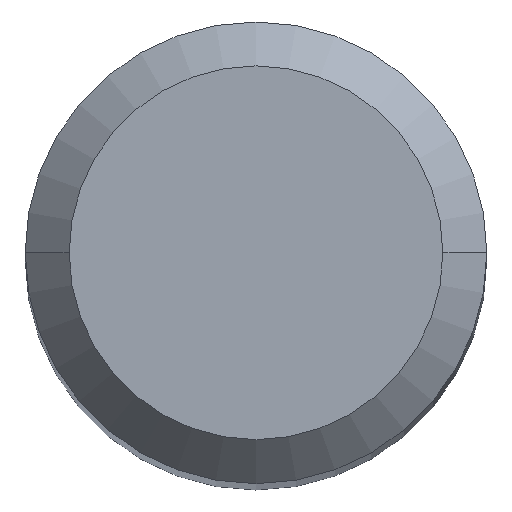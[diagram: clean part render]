
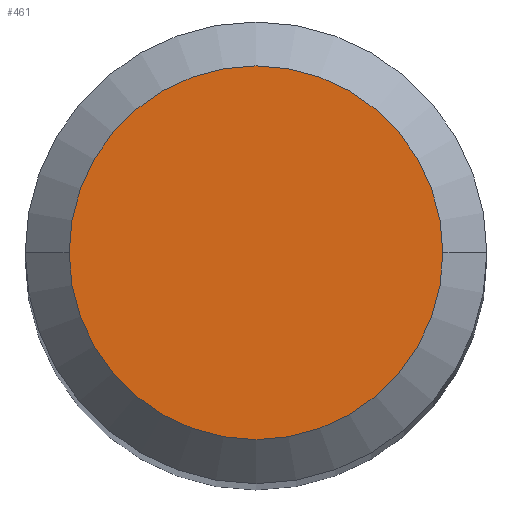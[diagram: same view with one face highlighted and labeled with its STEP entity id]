
A CAD part, top view. The second image highlights one B-rep face of the part: STEP entity #461.
In plain terms, the highlighted planar face has unit normal (0, 0, 1).
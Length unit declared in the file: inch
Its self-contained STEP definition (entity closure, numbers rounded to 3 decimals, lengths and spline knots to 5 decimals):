
#15 = DIRECTION ( 'NONE',  ( 1., 0., 0. ) ) ;
#33 = EDGE_CURVE ( 'NONE', #116, #38, #34, .T. ) ;
#34 = CIRCLE ( 'NONE', #49, 0.06375 ) ;
#38 = VERTEX_POINT ( 'NONE', #90 ) ;
#49 = AXIS2_PLACEMENT_3D ( 'NONE', #363, #364, #15 ) ;
#90 = CARTESIAN_POINT ( 'NONE',  ( -0.06375, 0., 0. ) ) ;
#109 = ORIENTED_EDGE ( 'NONE', *, *, #169, .T. ) ;
#116 = VERTEX_POINT ( 'NONE', #216 ) ;
#128 = DIRECTION ( 'NONE',  ( 1., 0., 0. ) ) ;
#157 = AXIS2_PLACEMENT_3D ( 'NONE', #230, #420, #128 ) ;
#166 = CARTESIAN_POINT ( 'NONE',  ( 0., 0.06375, 0. ) ) ;
#169 = EDGE_CURVE ( 'NONE', #38, #116, #366, .T. ) ;
#176 = ORIENTED_EDGE ( 'NONE', *, *, #33, .T. ) ;
#196 = PLANE ( 'NONE',  #367 ) ;
#216 = CARTESIAN_POINT ( 'NONE',  ( 0.06375, 0., 0. ) ) ;
#230 = CARTESIAN_POINT ( 'NONE',  ( 0., 0., 0. ) ) ;
#281 = EDGE_LOOP ( 'NONE', ( #109, #176 ) ) ;
#314 = DIRECTION ( 'NONE',  ( 0., 0., -1. ) ) ;
#363 = CARTESIAN_POINT ( 'NONE',  ( 0., 0., 0. ) ) ;
#364 = DIRECTION ( 'NONE',  ( 0., 0., 1. ) ) ;
#366 = CIRCLE ( 'NONE', #157, 0.06375 ) ;
#367 = AXIS2_PLACEMENT_3D ( 'NONE', #166, #314, #455 ) ;
#378 = FACE_OUTER_BOUND ( 'NONE', #281, .T. ) ;
#420 = DIRECTION ( 'NONE',  ( 0., 0., 1. ) ) ;
#455 = DIRECTION ( 'NONE',  ( -1., 0., 0. ) ) ;
#461 = ADVANCED_FACE ( 'NONE', ( #378 ), #196, .F. ) ;
